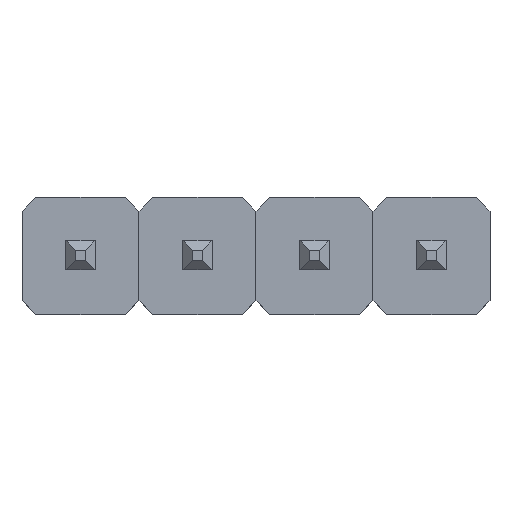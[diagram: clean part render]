
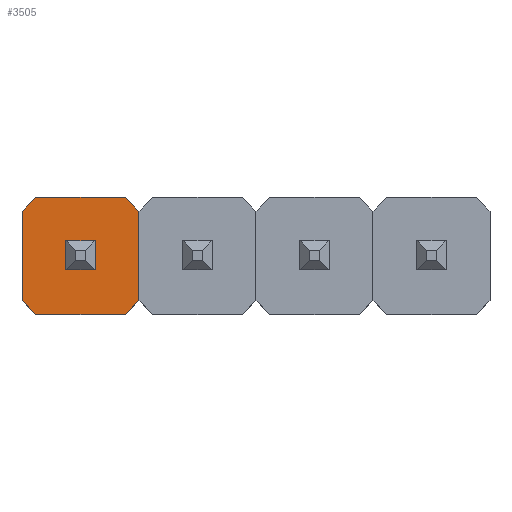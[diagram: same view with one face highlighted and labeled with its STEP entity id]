
A CAD part, top view. The second image highlights one B-rep face of the part: STEP entity #3505.
In plain terms, the highlighted planar face has unit normal (0, 0, 1).
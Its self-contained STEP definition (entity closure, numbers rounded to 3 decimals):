
#3114 = PLANE('',#3115);
#3115 = AXIS2_PLACEMENT_3D('',#3116,#3117,#3118);
#3116 = CARTESIAN_POINT('',(-1.27,1.27,3.7));
#3117 = DIRECTION('',(0.,1.,0.));
#3118 = DIRECTION('',(1.,0.,0.));
#3139 = VERTEX_POINT('',#3140);
#3140 = CARTESIAN_POINT('',(-0.97,1.27,6.2));
#3154 = PLANE('',#3155);
#3155 = AXIS2_PLACEMENT_3D('',#3156,#3157,#3158);
#3156 = CARTESIAN_POINT('',(-1.12,1.12,3.7));
#3157 = DIRECTION('',(-0.707,0.707,0.));
#3158 = DIRECTION('',(-0.,-0.,-1.));
#3166 = EDGE_CURVE('',#3139,#3167,#3169,.T.);
#3167 = VERTEX_POINT('',#3168);
#3168 = CARTESIAN_POINT('',(0.97,1.27,6.2));
#3169 = SURFACE_CURVE('',#3170,(#3174,#3181),.PCURVE_S1.);
#3170 = LINE('',#3171,#3172);
#3171 = CARTESIAN_POINT('',(-1.27,1.27,6.2));
#3172 = VECTOR('',#3173,1.);
#3173 = DIRECTION('',(1.,0.,0.));
#3174 = PCURVE('',#3114,#3175);
#3175 = DEFINITIONAL_REPRESENTATION('',(#3176),#3180);
#3176 = LINE('',#3177,#3178);
#3177 = CARTESIAN_POINT('',(0.,-2.5));
#3178 = VECTOR('',#3179,1.);
#3179 = DIRECTION('',(1.,0.));
#3180 = ( GEOMETRIC_REPRESENTATION_CONTEXT(2) 
PARAMETRIC_REPRESENTATION_CONTEXT() REPRESENTATION_CONTEXT('2D SPACE',''
  ) );
#3181 = PCURVE('',#3182,#3187);
#3182 = PLANE('',#3183);
#3183 = AXIS2_PLACEMENT_3D('',#3184,#3185,#3186);
#3184 = CARTESIAN_POINT('',(-1.27,1.27,6.2));
#3185 = DIRECTION('',(0.,0.,1.));
#3186 = DIRECTION('',(1.,0.,0.));
#3187 = DEFINITIONAL_REPRESENTATION('',(#3188),#3192);
#3188 = LINE('',#3189,#3190);
#3189 = CARTESIAN_POINT('',(0.,0.));
#3190 = VECTOR('',#3191,1.);
#3191 = DIRECTION('',(1.,0.));
#3192 = ( GEOMETRIC_REPRESENTATION_CONTEXT(2) 
PARAMETRIC_REPRESENTATION_CONTEXT() REPRESENTATION_CONTEXT('2D SPACE',''
  ) );
#3208 = PLANE('',#3209);
#3209 = AXIS2_PLACEMENT_3D('',#3210,#3211,#3212);
#3210 = CARTESIAN_POINT('',(1.12,1.12,3.7));
#3211 = DIRECTION('',(0.707,0.707,0.));
#3212 = DIRECTION('',(0.,0.,1.));
#3263 = PLANE('',#3264);
#3264 = AXIS2_PLACEMENT_3D('',#3265,#3266,#3267);
#3265 = CARTESIAN_POINT('',(-1.27,-1.27,3.7));
#3266 = DIRECTION('',(-1.,0.,0.));
#3267 = DIRECTION('',(0.,1.,0.));
#3291 = PLANE('',#3292);
#3292 = AXIS2_PLACEMENT_3D('',#3293,#3294,#3295);
#3293 = CARTESIAN_POINT('',(-1.12,-1.12,3.7));
#3294 = DIRECTION('',(-0.707,-0.707,0.));
#3295 = DIRECTION('',(0.,0.,1.));
#3319 = PLANE('',#3320);
#3320 = AXIS2_PLACEMENT_3D('',#3321,#3322,#3323);
#3321 = CARTESIAN_POINT('',(1.27,-1.27,3.7));
#3322 = DIRECTION('',(0.,-1.,0.));
#3323 = DIRECTION('',(-1.,0.,0.));
#3347 = PLANE('',#3348);
#3348 = AXIS2_PLACEMENT_3D('',#3349,#3350,#3351);
#3349 = CARTESIAN_POINT('',(1.12,-1.12,3.7));
#3350 = DIRECTION('',(0.707,-0.707,0.));
#3351 = DIRECTION('',(0.,0.,1.));
#3375 = PLANE('',#3376);
#3376 = AXIS2_PLACEMENT_3D('',#3377,#3378,#3379);
#3377 = CARTESIAN_POINT('',(1.27,1.27,3.7));
#3378 = DIRECTION('',(1.,0.,0.));
#3379 = DIRECTION('',(0.,-1.,0.));
#3413 = EDGE_CURVE('',#3139,#3414,#3416,.T.);
#3414 = VERTEX_POINT('',#3415);
#3415 = CARTESIAN_POINT('',(-1.27,0.97,6.2));
#3416 = SURFACE_CURVE('',#3417,(#3421,#3428),.PCURVE_S1.);
#3417 = LINE('',#3418,#3419);
#3418 = CARTESIAN_POINT('',(-1.12,1.12,6.2));
#3419 = VECTOR('',#3420,1.);
#3420 = DIRECTION('',(-0.707,-0.707,0.));
#3421 = PCURVE('',#3154,#3422);
#3422 = DEFINITIONAL_REPRESENTATION('',(#3423),#3427);
#3423 = LINE('',#3424,#3425);
#3424 = CARTESIAN_POINT('',(-2.5,0.));
#3425 = VECTOR('',#3426,1.);
#3426 = DIRECTION('',(-0.,1.));
#3427 = ( GEOMETRIC_REPRESENTATION_CONTEXT(2) 
PARAMETRIC_REPRESENTATION_CONTEXT() REPRESENTATION_CONTEXT('2D SPACE',''
  ) );
#3428 = PCURVE('',#3182,#3429);
#3429 = DEFINITIONAL_REPRESENTATION('',(#3430),#3434);
#3430 = LINE('',#3431,#3432);
#3431 = CARTESIAN_POINT('',(0.15,-0.15));
#3432 = VECTOR('',#3433,1.);
#3433 = DIRECTION('',(-0.707,-0.707));
#3434 = ( GEOMETRIC_REPRESENTATION_CONTEXT(2) 
PARAMETRIC_REPRESENTATION_CONTEXT() REPRESENTATION_CONTEXT('2D SPACE',''
  ) );
#3462 = EDGE_CURVE('',#3167,#3463,#3465,.T.);
#3463 = VERTEX_POINT('',#3464);
#3464 = CARTESIAN_POINT('',(1.27,0.97,6.2));
#3465 = SURFACE_CURVE('',#3466,(#3470,#3477),.PCURVE_S1.);
#3466 = LINE('',#3467,#3468);
#3467 = CARTESIAN_POINT('',(0.485,1.755,6.2));
#3468 = VECTOR('',#3469,1.);
#3469 = DIRECTION('',(0.707,-0.707,0.));
#3470 = PCURVE('',#3208,#3471);
#3471 = DEFINITIONAL_REPRESENTATION('',(#3472),#3476);
#3472 = LINE('',#3473,#3474);
#3473 = CARTESIAN_POINT('',(2.5,-0.898));
#3474 = VECTOR('',#3475,1.);
#3475 = DIRECTION('',(0.,1.));
#3476 = ( GEOMETRIC_REPRESENTATION_CONTEXT(2) 
PARAMETRIC_REPRESENTATION_CONTEXT() REPRESENTATION_CONTEXT('2D SPACE',''
  ) );
#3477 = PCURVE('',#3182,#3478);
#3478 = DEFINITIONAL_REPRESENTATION('',(#3479),#3483);
#3479 = LINE('',#3480,#3481);
#3480 = CARTESIAN_POINT('',(1.755,0.485));
#3481 = VECTOR('',#3482,1.);
#3482 = DIRECTION('',(0.707,-0.707));
#3483 = ( GEOMETRIC_REPRESENTATION_CONTEXT(2) 
PARAMETRIC_REPRESENTATION_CONTEXT() REPRESENTATION_CONTEXT('2D SPACE',''
  ) );
#3505 = ADVANCED_FACE('',(#3506),#3182,.T.);
#3506 = FACE_BOUND('',#3507,.T.);
#3507 = EDGE_LOOP('',(#3508,#3509,#3510,#3533,#3556,#3579,#3602,#3623));
#3508 = ORIENTED_EDGE('',*,*,#3166,.F.);
#3509 = ORIENTED_EDGE('',*,*,#3413,.T.);
#3510 = ORIENTED_EDGE('',*,*,#3511,.F.);
#3511 = EDGE_CURVE('',#3512,#3414,#3514,.T.);
#3512 = VERTEX_POINT('',#3513);
#3513 = CARTESIAN_POINT('',(-1.27,-0.97,6.2));
#3514 = SURFACE_CURVE('',#3515,(#3519,#3526),.PCURVE_S1.);
#3515 = LINE('',#3516,#3517);
#3516 = CARTESIAN_POINT('',(-1.27,-1.27,6.2));
#3517 = VECTOR('',#3518,1.);
#3518 = DIRECTION('',(0.,1.,0.));
#3519 = PCURVE('',#3182,#3520);
#3520 = DEFINITIONAL_REPRESENTATION('',(#3521),#3525);
#3521 = LINE('',#3522,#3523);
#3522 = CARTESIAN_POINT('',(0.,-2.54));
#3523 = VECTOR('',#3524,1.);
#3524 = DIRECTION('',(0.,1.));
#3525 = ( GEOMETRIC_REPRESENTATION_CONTEXT(2) 
PARAMETRIC_REPRESENTATION_CONTEXT() REPRESENTATION_CONTEXT('2D SPACE',''
  ) );
#3526 = PCURVE('',#3263,#3527);
#3527 = DEFINITIONAL_REPRESENTATION('',(#3528),#3532);
#3528 = LINE('',#3529,#3530);
#3529 = CARTESIAN_POINT('',(0.,-2.5));
#3530 = VECTOR('',#3531,1.);
#3531 = DIRECTION('',(1.,0.));
#3532 = ( GEOMETRIC_REPRESENTATION_CONTEXT(2) 
PARAMETRIC_REPRESENTATION_CONTEXT() REPRESENTATION_CONTEXT('2D SPACE',''
  ) );
#3533 = ORIENTED_EDGE('',*,*,#3534,.F.);
#3534 = EDGE_CURVE('',#3535,#3512,#3537,.T.);
#3535 = VERTEX_POINT('',#3536);
#3536 = CARTESIAN_POINT('',(-0.97,-1.27,6.2));
#3537 = SURFACE_CURVE('',#3538,(#3542,#3549),.PCURVE_S1.);
#3538 = LINE('',#3539,#3540);
#3539 = CARTESIAN_POINT('',(-1.755,-0.485,6.2));
#3540 = VECTOR('',#3541,1.);
#3541 = DIRECTION('',(-0.707,0.707,0.));
#3542 = PCURVE('',#3182,#3543);
#3543 = DEFINITIONAL_REPRESENTATION('',(#3544),#3548);
#3544 = LINE('',#3545,#3546);
#3545 = CARTESIAN_POINT('',(-0.485,-1.755));
#3546 = VECTOR('',#3547,1.);
#3547 = DIRECTION('',(-0.707,0.707));
#3548 = ( GEOMETRIC_REPRESENTATION_CONTEXT(2) 
PARAMETRIC_REPRESENTATION_CONTEXT() REPRESENTATION_CONTEXT('2D SPACE',''
  ) );
#3549 = PCURVE('',#3291,#3550);
#3550 = DEFINITIONAL_REPRESENTATION('',(#3551),#3555);
#3551 = LINE('',#3552,#3553);
#3552 = CARTESIAN_POINT('',(2.5,0.898));
#3553 = VECTOR('',#3554,1.);
#3554 = DIRECTION('',(0.,1.));
#3555 = ( GEOMETRIC_REPRESENTATION_CONTEXT(2) 
PARAMETRIC_REPRESENTATION_CONTEXT() REPRESENTATION_CONTEXT('2D SPACE',''
  ) );
#3556 = ORIENTED_EDGE('',*,*,#3557,.F.);
#3557 = EDGE_CURVE('',#3558,#3535,#3560,.T.);
#3558 = VERTEX_POINT('',#3559);
#3559 = CARTESIAN_POINT('',(0.97,-1.27,6.2));
#3560 = SURFACE_CURVE('',#3561,(#3565,#3572),.PCURVE_S1.);
#3561 = LINE('',#3562,#3563);
#3562 = CARTESIAN_POINT('',(1.27,-1.27,6.2));
#3563 = VECTOR('',#3564,1.);
#3564 = DIRECTION('',(-1.,0.,0.));
#3565 = PCURVE('',#3182,#3566);
#3566 = DEFINITIONAL_REPRESENTATION('',(#3567),#3571);
#3567 = LINE('',#3568,#3569);
#3568 = CARTESIAN_POINT('',(2.54,-2.54));
#3569 = VECTOR('',#3570,1.);
#3570 = DIRECTION('',(-1.,0.));
#3571 = ( GEOMETRIC_REPRESENTATION_CONTEXT(2) 
PARAMETRIC_REPRESENTATION_CONTEXT() REPRESENTATION_CONTEXT('2D SPACE',''
  ) );
#3572 = PCURVE('',#3319,#3573);
#3573 = DEFINITIONAL_REPRESENTATION('',(#3574),#3578);
#3574 = LINE('',#3575,#3576);
#3575 = CARTESIAN_POINT('',(0.,-2.5));
#3576 = VECTOR('',#3577,1.);
#3577 = DIRECTION('',(1.,0.));
#3578 = ( GEOMETRIC_REPRESENTATION_CONTEXT(2) 
PARAMETRIC_REPRESENTATION_CONTEXT() REPRESENTATION_CONTEXT('2D SPACE',''
  ) );
#3579 = ORIENTED_EDGE('',*,*,#3580,.F.);
#3580 = EDGE_CURVE('',#3581,#3558,#3583,.T.);
#3581 = VERTEX_POINT('',#3582);
#3582 = CARTESIAN_POINT('',(1.27,-0.97,6.2));
#3583 = SURFACE_CURVE('',#3584,(#3588,#3595),.PCURVE_S1.);
#3584 = LINE('',#3585,#3586);
#3585 = CARTESIAN_POINT('',(1.12,-1.12,6.2));
#3586 = VECTOR('',#3587,1.);
#3587 = DIRECTION('',(-0.707,-0.707,0.));
#3588 = PCURVE('',#3182,#3589);
#3589 = DEFINITIONAL_REPRESENTATION('',(#3590),#3594);
#3590 = LINE('',#3591,#3592);
#3591 = CARTESIAN_POINT('',(2.39,-2.39));
#3592 = VECTOR('',#3593,1.);
#3593 = DIRECTION('',(-0.707,-0.707));
#3594 = ( GEOMETRIC_REPRESENTATION_CONTEXT(2) 
PARAMETRIC_REPRESENTATION_CONTEXT() REPRESENTATION_CONTEXT('2D SPACE',''
  ) );
#3595 = PCURVE('',#3347,#3596);
#3596 = DEFINITIONAL_REPRESENTATION('',(#3597),#3601);
#3597 = LINE('',#3598,#3599);
#3598 = CARTESIAN_POINT('',(2.5,0.));
#3599 = VECTOR('',#3600,1.);
#3600 = DIRECTION('',(0.,1.));
#3601 = ( GEOMETRIC_REPRESENTATION_CONTEXT(2) 
PARAMETRIC_REPRESENTATION_CONTEXT() REPRESENTATION_CONTEXT('2D SPACE',''
  ) );
#3602 = ORIENTED_EDGE('',*,*,#3603,.F.);
#3603 = EDGE_CURVE('',#3463,#3581,#3604,.T.);
#3604 = SURFACE_CURVE('',#3605,(#3609,#3616),.PCURVE_S1.);
#3605 = LINE('',#3606,#3607);
#3606 = CARTESIAN_POINT('',(1.27,1.27,6.2));
#3607 = VECTOR('',#3608,1.);
#3608 = DIRECTION('',(0.,-1.,0.));
#3609 = PCURVE('',#3182,#3610);
#3610 = DEFINITIONAL_REPRESENTATION('',(#3611),#3615);
#3611 = LINE('',#3612,#3613);
#3612 = CARTESIAN_POINT('',(2.54,0.));
#3613 = VECTOR('',#3614,1.);
#3614 = DIRECTION('',(0.,-1.));
#3615 = ( GEOMETRIC_REPRESENTATION_CONTEXT(2) 
PARAMETRIC_REPRESENTATION_CONTEXT() REPRESENTATION_CONTEXT('2D SPACE',''
  ) );
#3616 = PCURVE('',#3375,#3617);
#3617 = DEFINITIONAL_REPRESENTATION('',(#3618),#3622);
#3618 = LINE('',#3619,#3620);
#3619 = CARTESIAN_POINT('',(0.,-2.5));
#3620 = VECTOR('',#3621,1.);
#3621 = DIRECTION('',(1.,0.));
#3622 = ( GEOMETRIC_REPRESENTATION_CONTEXT(2) 
PARAMETRIC_REPRESENTATION_CONTEXT() REPRESENTATION_CONTEXT('2D SPACE',''
  ) );
#3623 = ORIENTED_EDGE('',*,*,#3462,.F.);
